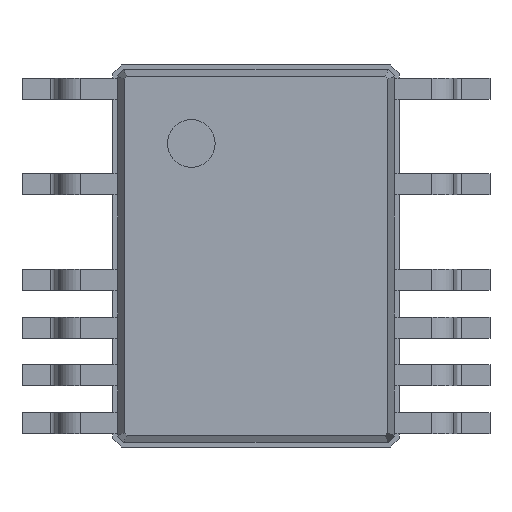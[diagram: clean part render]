
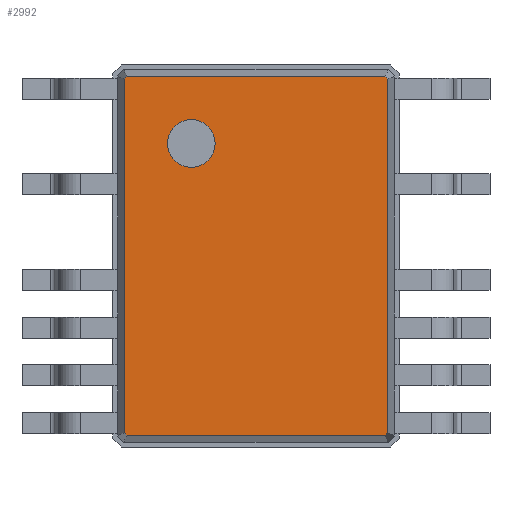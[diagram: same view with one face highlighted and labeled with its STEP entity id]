
A CAD part, top view. The second image highlights one B-rep face of the part: STEP entity #2992.
In plain terms, the highlighted planar face has unit normal (0, 0, 1).
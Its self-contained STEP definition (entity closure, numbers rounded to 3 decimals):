
#13=DIRECTION('',(0.,0.,1.));
#27=VECTOR('',#28,1.);
#28=DIRECTION('',(1.,0.,0.));
#52=VECTOR('',#53,1.);
#53=DIRECTION('',(0.707,0.707,0.));
#59=VECTOR('',#60,1.);
#60=DIRECTION('',(0.,1.,0.));
#66=VECTOR('',#67,1.);
#67=DIRECTION('',(-0.707,0.707,0.));
#73=VECTOR('',#74,1.);
#74=DIRECTION('',(-1.,0.,0.));
#80=VECTOR('',#81,1.);
#81=DIRECTION('',(-0.707,-0.707,0.));
#87=VECTOR('',#88,1.);
#88=DIRECTION('',(0.,-1.,0.));
#92=VECTOR('',#93,1.);
#93=DIRECTION('',(0.707,-0.707,0.));
#1090=VERTEX_POINT('',#1091);
#1091=CARTESIAN_POINT('',(-1.378,1.849,0.962));
#1093=ORIENTED_EDGE('',*,*,#1094,.F.);
#1094=EDGE_CURVE('',#1095,#1090,#1097,.T.);
#1095=VERTEX_POINT('',#1096);
#1096=CARTESIAN_POINT('',(-1.378,-1.849,0.962));
#1097=LINE('',#1096,#59);
#1108=VERTEX_POINT('',#1109);
#1109=CARTESIAN_POINT('',(-1.349,1.878,0.962));
#1111=ORIENTED_EDGE('',*,*,#1112,.F.);
#1112=EDGE_CURVE('',#1090,#1108,#1113,.T.);
#1113=LINE('',#1091,#52);
#1122=VERTEX_POINT('',#1123);
#1123=CARTESIAN_POINT('',(1.349,1.878,0.962));
#1125=ORIENTED_EDGE('',*,*,#1126,.F.);
#1126=EDGE_CURVE('',#1108,#1122,#1127,.T.);
#1127=LINE('',#1109,#27);
#1136=VERTEX_POINT('',#1137);
#1137=CARTESIAN_POINT('',(1.378,1.849,0.962));
#1139=ORIENTED_EDGE('',*,*,#1140,.F.);
#1140=EDGE_CURVE('',#1122,#1136,#1141,.T.);
#1141=LINE('',#1123,#92);
#1198=VERTEX_POINT('',#1199);
#1199=CARTESIAN_POINT('',(1.378,-1.849,0.962));
#1201=ORIENTED_EDGE('',*,*,#1202,.F.);
#1202=EDGE_CURVE('',#1136,#1198,#1203,.T.);
#1203=LINE('',#1137,#87);
#2992=ADVANCED_FACE('',(#2993,#3008),#3018,.T.);
#2993=FACE_BOUND('',#2994,.T.);
#2994=EDGE_LOOP('',(#1125,#1111,#1093,#2995,#3000,#3005,#1201,#1139));
#2995=ORIENTED_EDGE('',*,*,#2996,.F.);
#2996=EDGE_CURVE('',#2997,#1095,#2999,.T.);
#2997=VERTEX_POINT('',#2998);
#2998=CARTESIAN_POINT('',(-1.349,-1.878,0.962));
#2999=LINE('',#2998,#66);
#3000=ORIENTED_EDGE('',*,*,#3001,.F.);
#3001=EDGE_CURVE('',#3002,#2997,#3004,.T.);
#3002=VERTEX_POINT('',#3003);
#3003=CARTESIAN_POINT('',(1.349,-1.878,0.962));
#3004=LINE('',#3003,#73);
#3005=ORIENTED_EDGE('',*,*,#3006,.F.);
#3006=EDGE_CURVE('',#1198,#3002,#3007,.T.);
#3007=LINE('',#1199,#80);
#3008=FACE_BOUND('',#3009,.T.);
#3009=EDGE_LOOP('',(#3010));
#3010=ORIENTED_EDGE('',*,*,#3011,.T.);
#3011=EDGE_CURVE('',#3012,#3012,#3014,.T.);
#3012=VERTEX_POINT('',#3013);
#3013=CARTESIAN_POINT('',(-0.678,0.928,0.962));
#3014=CIRCLE('',#3015,0.25);
#3015=AXIS2_PLACEMENT_3D('',#3016,#3017,#88);
#3016=CARTESIAN_POINT('',(-0.678,1.178,0.962));
#3017=DIRECTION('',(0.,-0.,-1.));
#3018=PLANE('',#3019);
#3019=AXIS2_PLACEMENT_3D('',#1109,#13,#3020);
#3020=DIRECTION('',(0.583,-0.812,0.));
